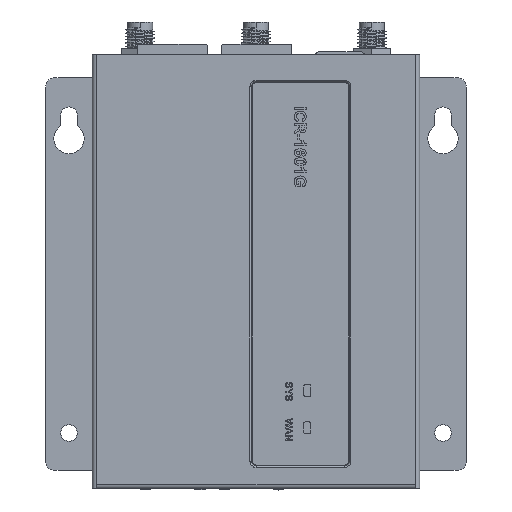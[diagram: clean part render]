
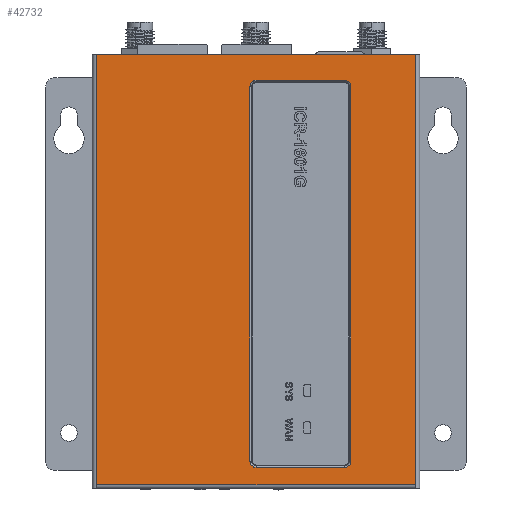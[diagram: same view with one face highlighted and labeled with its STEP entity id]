
A CAD part, top view. The second image highlights one B-rep face of the part: STEP entity #42732.
In plain terms, the highlighted planar face has unit normal (0, 0, 1).
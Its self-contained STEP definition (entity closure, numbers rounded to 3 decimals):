
#37 = LINE ( 'NONE', #70634, #29826 ) ;
#841 = DIRECTION ( 'NONE',  ( 0., 1., 0. ) ) ;
#1024 = VERTEX_POINT ( 'NONE', #37274 ) ;
#1984 = ORIENTED_EDGE ( 'NONE', *, *, #67651, .T. ) ;
#2941 = EDGE_LOOP ( 'NONE', ( #18017, #26881, #31779, #77901, #85430, #14046, #11274, #14104 ) ) ;
#4971 = CARTESIAN_POINT ( 'NONE',  ( 0., 0., 0. ) ) ;
#5019 = CIRCLE ( 'NONE', #96818, 1.3 ) ;
#5136 = ORIENTED_EDGE ( 'NONE', *, *, #47503, .T. ) ;
#6045 = CARTESIAN_POINT ( 'NONE',  ( -34.1, -45.64, 0. ) ) ;
#6361 = ORIENTED_EDGE ( 'NONE', *, *, #86004, .T. ) ;
#6505 = VERTEX_POINT ( 'NONE', #23104 ) ;
#7019 = VECTOR ( 'NONE', #61638, 1000. ) ;
#7651 = VECTOR ( 'NONE', #63452, 1000. ) ;
#9571 = DIRECTION ( 'NONE',  ( 1., 0., 0. ) ) ;
#10082 = DIRECTION ( 'NONE',  ( 0., 0., -1. ) ) ;
#10400 = CARTESIAN_POINT ( 'NONE',  ( 0.01, 40.85, 0. ) ) ;
#11274 = ORIENTED_EDGE ( 'NONE', *, *, #19492, .T. ) ;
#11420 = DIRECTION ( 'NONE',  ( 0., 1., 0. ) ) ;
#12237 = PLANE ( 'NONE',  #43600 ) ;
#13354 = VERTEX_POINT ( 'NONE', #92434 ) ;
#14046 = ORIENTED_EDGE ( 'NONE', *, *, #88502, .T. ) ;
#14104 = ORIENTED_EDGE ( 'NONE', *, *, #48699, .T. ) ;
#15152 = DIRECTION ( 'NONE',  ( 0., -1., 0. ) ) ;
#15466 = CARTESIAN_POINT ( 'NONE',  ( 34.19, -46.45, 0. ) ) ;
#15519 = EDGE_CURVE ( 'NONE', #21267, #48672, #70304, .T. ) ;
#16058 = CARTESIAN_POINT ( 'NONE',  ( 19., 40.85, 0. ) ) ;
#16706 = DIRECTION ( 'NONE',  ( 1., 0., 0. ) ) ;
#17014 = DIRECTION ( 'NONE',  ( 0., 0., -1. ) ) ;
#18017 = ORIENTED_EDGE ( 'NONE', *, *, #101410, .F. ) ;
#18938 = VECTOR ( 'NONE', #87787, 1000. ) ;
#18974 = DIRECTION ( 'NONE',  ( 1., 0., 0. ) ) ;
#19269 = EDGE_CURVE ( 'NONE', #31460, #88281, #98765, .T. ) ;
#19492 = EDGE_CURVE ( 'NONE', #72572, #6505, #46533, .T. ) ;
#21267 = VERTEX_POINT ( 'NONE', #6045 ) ;
#23104 = CARTESIAN_POINT ( 'NONE',  ( -34.19, -46.45, 0. ) ) ;
#23905 = CARTESIAN_POINT ( 'NONE',  ( -35., -46.45, 0. ) ) ;
#24496 = CARTESIAN_POINT ( 'NONE',  ( 34.1, 0., 0. ) ) ;
#26151 = EDGE_CURVE ( 'NONE', #48672, #36306, #55830, .T. ) ;
#26451 = EDGE_CURVE ( 'NONE', #103498, #43992, #56237, .T. ) ;
#26713 = VERTEX_POINT ( 'NONE', #27974 ) ;
#26881 = ORIENTED_EDGE ( 'NONE', *, *, #15519, .T. ) ;
#27545 = ORIENTED_EDGE ( 'NONE', *, *, #52095, .T. ) ;
#27563 = CARTESIAN_POINT ( 'NONE',  ( 0.01, -41.95, 0. ) ) ;
#27974 = CARTESIAN_POINT ( 'NONE',  ( 20.3, -40.65, 0. ) ) ;
#28316 = ORIENTED_EDGE ( 'NONE', *, *, #64036, .T. ) ;
#29296 = CIRCLE ( 'NONE', #45906, 1.3 ) ;
#29592 = VECTOR ( 'NONE', #11420, 1000. ) ;
#29826 = VECTOR ( 'NONE', #78974, 1000. ) ;
#31237 = VECTOR ( 'NONE', #57311, 1000. ) ;
#31460 = VERTEX_POINT ( 'NONE', #63736 ) ;
#31779 = ORIENTED_EDGE ( 'NONE', *, *, #26151, .T. ) ;
#33315 = AXIS2_PLACEMENT_3D ( 'NONE', #97430, #10082, #18974 ) ;
#36306 = VERTEX_POINT ( 'NONE', #58786 ) ;
#36849 = DIRECTION ( 'NONE',  ( 1., 0., 0. ) ) ;
#37274 = CARTESIAN_POINT ( 'NONE',  ( -34.1, -46.45, 0. ) ) ;
#38116 = CARTESIAN_POINT ( 'NONE',  ( -35., -46.45, 0. ) ) ;
#38349 = CIRCLE ( 'NONE', #33315, 1.3 ) ;
#40071 = DIRECTION ( 'NONE',  ( 1., 0., 0. ) ) ;
#42732 = ADVANCED_FACE ( 'NONE', ( #51969, #61912 ), #12237, .T. ) ;
#43600 = AXIS2_PLACEMENT_3D ( 'NONE', #4971, #44128, #36849 ) ;
#43992 = VERTEX_POINT ( 'NONE', #97839 ) ;
#44128 = DIRECTION ( 'NONE',  ( 0., 0., 1. ) ) ;
#45906 = AXIS2_PLACEMENT_3D ( 'NONE', #91165, #50844, #9571 ) ;
#46533 = LINE ( 'NONE', #78960, #69690 ) ;
#47503 = EDGE_CURVE ( 'NONE', #77787, #26713, #95342, .T. ) ;
#48672 = VERTEX_POINT ( 'NONE', #65158 ) ;
#48699 = EDGE_CURVE ( 'NONE', #6505, #1024, #95512, .T. ) ;
#50714 = VECTOR ( 'NONE', #841, 1000. ) ;
#50844 = DIRECTION ( 'NONE',  ( 0., 0., -1. ) ) ;
#51969 = FACE_BOUND ( 'NONE', #70663, .T. ) ;
#52095 = EDGE_CURVE ( 'NONE', #66574, #91456, #57468, .T. ) ;
#52126 = ORIENTED_EDGE ( 'NONE', *, *, #19269, .T. ) ;
#52253 = EDGE_CURVE ( 'NONE', #36306, #103498, #63157, .T. ) ;
#53221 = LINE ( 'NONE', #83117, #7019 ) ;
#53530 = CARTESIAN_POINT ( 'NONE',  ( -34.1, -45.64, 0. ) ) ;
#53815 = VECTOR ( 'NONE', #83942, 1000. ) ;
#55830 = LINE ( 'NONE', #24496, #18938 ) ;
#56237 = LINE ( 'NONE', #15466, #50714 ) ;
#57296 = ORIENTED_EDGE ( 'NONE', *, *, #90034, .T. ) ;
#57311 = DIRECTION ( 'NONE',  ( 1., 0., 0. ) ) ;
#57468 = LINE ( 'NONE', #89411, #85476 ) ;
#58786 = CARTESIAN_POINT ( 'NONE',  ( 34.1, -46.45, 0. ) ) ;
#59228 = CIRCLE ( 'NONE', #96054, 1.3 ) ;
#61630 = DIRECTION ( 'NONE',  ( 1., 0., 0. ) ) ;
#61638 = DIRECTION ( 'NONE',  ( -1., 0., 0. ) ) ;
#61912 = FACE_OUTER_BOUND ( 'NONE', #2941, .T. ) ;
#63035 = CARTESIAN_POINT ( 'NONE',  ( 34.19, -46.45, 0. ) ) ;
#63157 = LINE ( 'NONE', #38116, #83746 ) ;
#63452 = DIRECTION ( 'NONE',  ( 0., -1., 0. ) ) ;
#63736 = CARTESIAN_POINT ( 'NONE',  ( -1.29, -40.65, 0. ) ) ;
#64036 = EDGE_CURVE ( 'NONE', #26713, #81406, #29296, .T. ) ;
#65158 = CARTESIAN_POINT ( 'NONE',  ( 34.1, -45.64, 0. ) ) ;
#66574 = VERTEX_POINT ( 'NONE', #10400 ) ;
#67651 = EDGE_CURVE ( 'NONE', #88281, #66574, #38349, .T. ) ;
#69690 = VECTOR ( 'NONE', #15152, 1000. ) ;
#70304 = LINE ( 'NONE', #53530, #53815 ) ;
#70634 = CARTESIAN_POINT ( 'NONE',  ( -34.1, 0., 0. ) ) ;
#70663 = EDGE_LOOP ( 'NONE', ( #27545, #98699, #5136, #28316, #57296, #6361, #52126, #1984 ) ) ;
#72473 = VECTOR ( 'NONE', #77184, 1000. ) ;
#72572 = VERTEX_POINT ( 'NONE', #72774 ) ;
#72774 = CARTESIAN_POINT ( 'NONE',  ( -34.19, 46.45, 0. ) ) ;
#77184 = DIRECTION ( 'NONE',  ( -1., 0., 0. ) ) ;
#77437 = CARTESIAN_POINT ( 'NONE',  ( -1.29, 39.55, 0. ) ) ;
#77787 = VERTEX_POINT ( 'NONE', #100133 ) ;
#77901 = ORIENTED_EDGE ( 'NONE', *, *, #52253, .T. ) ;
#78960 = CARTESIAN_POINT ( 'NONE',  ( -34.19, 46.45, 0. ) ) ;
#78974 = DIRECTION ( 'NONE',  ( 0., -1., 0. ) ) ;
#79193 = DIRECTION ( 'NONE',  ( 1., 0., 0. ) ) ;
#79284 = CARTESIAN_POINT ( 'NONE',  ( 19., 39.55, 0. ) ) ;
#81406 = VERTEX_POINT ( 'NONE', #88362 ) ;
#83117 = CARTESIAN_POINT ( 'NONE',  ( -35., 46.45, 0. ) ) ;
#83746 = VECTOR ( 'NONE', #61630, 1000. ) ;
#83942 = DIRECTION ( 'NONE',  ( 1., 0., 0. ) ) ;
#85068 = LINE ( 'NONE', #27563, #72473 ) ;
#85430 = ORIENTED_EDGE ( 'NONE', *, *, #26451, .T. ) ;
#85476 = VECTOR ( 'NONE', #16706, 1000. ) ;
#86004 = EDGE_CURVE ( 'NONE', #13354, #31460, #5019, .T. ) ;
#87012 = CARTESIAN_POINT ( 'NONE',  ( 20.3, -40.65, 0. ) ) ;
#87063 = DIRECTION ( 'NONE',  ( 0., 0., -1. ) ) ;
#87787 = DIRECTION ( 'NONE',  ( 0., -1., 0. ) ) ;
#88281 = VERTEX_POINT ( 'NONE', #77437 ) ;
#88362 = CARTESIAN_POINT ( 'NONE',  ( 19., -41.95, 0. ) ) ;
#88502 = EDGE_CURVE ( 'NONE', #43992, #72572, #53221, .T. ) ;
#89411 = CARTESIAN_POINT ( 'NONE',  ( 19., 40.85, 0. ) ) ;
#90034 = EDGE_CURVE ( 'NONE', #81406, #13354, #85068, .T. ) ;
#90960 = CARTESIAN_POINT ( 'NONE',  ( -1.29, 39.55, 0. ) ) ;
#91165 = CARTESIAN_POINT ( 'NONE',  ( 19., -40.65, 0. ) ) ;
#91456 = VERTEX_POINT ( 'NONE', #16058 ) ;
#92434 = CARTESIAN_POINT ( 'NONE',  ( 0.01, -41.95, 0. ) ) ;
#94904 = CARTESIAN_POINT ( 'NONE',  ( 0.01, -40.65, 0. ) ) ;
#95342 = LINE ( 'NONE', #87012, #7651 ) ;
#95512 = LINE ( 'NONE', #23905, #31237 ) ;
#96054 = AXIS2_PLACEMENT_3D ( 'NONE', #79284, #17014, #40071 ) ;
#96722 = EDGE_CURVE ( 'NONE', #91456, #77787, #59228, .T. ) ;
#96818 = AXIS2_PLACEMENT_3D ( 'NONE', #94904, #87063, #79193 ) ;
#97430 = CARTESIAN_POINT ( 'NONE',  ( 0.01, 39.55, 0. ) ) ;
#97839 = CARTESIAN_POINT ( 'NONE',  ( 34.19, 46.45, 0. ) ) ;
#98699 = ORIENTED_EDGE ( 'NONE', *, *, #96722, .T. ) ;
#98765 = LINE ( 'NONE', #90960, #29592 ) ;
#100133 = CARTESIAN_POINT ( 'NONE',  ( 20.3, 39.55, 0. ) ) ;
#101410 = EDGE_CURVE ( 'NONE', #21267, #1024, #37, .T. ) ;
#103498 = VERTEX_POINT ( 'NONE', #63035 ) ;
